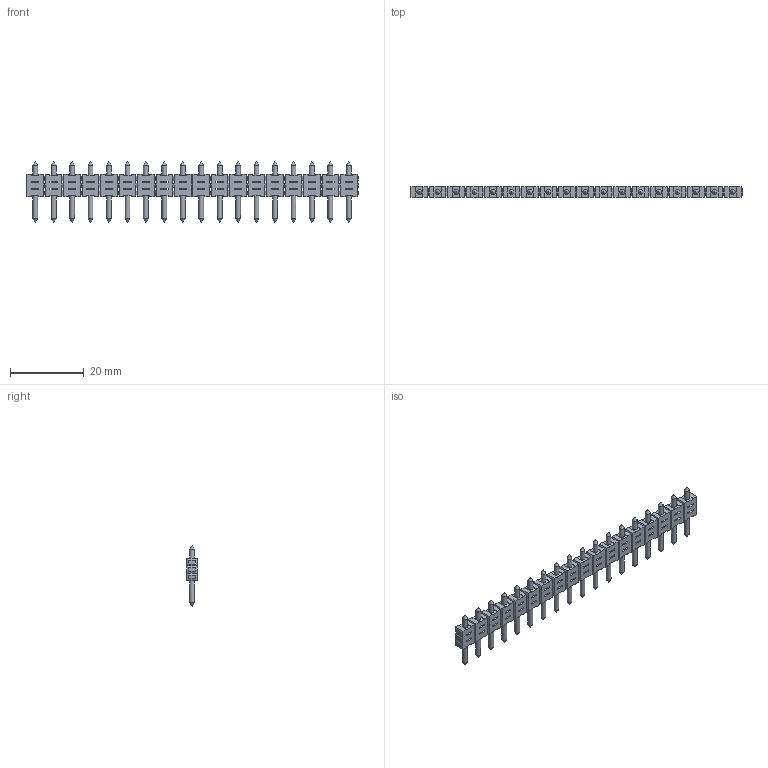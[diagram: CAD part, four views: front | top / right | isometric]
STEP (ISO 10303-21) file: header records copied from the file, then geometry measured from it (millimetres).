
FILE_DESCRIPTION(('STEP AP214'),'1');
FILE_NAME('PVST18-5.stp','2018-11-21T10:24:09',(' '),(' '),'Spatial InterOp 3D',' ',' ');
FILE_SCHEMA(('AUTOMOTIVE_DESIGN { 1 0 10303 214 1 1 1 1 }'));
Length unit declared in the file: metre
Products named in the file (1): 1
Bounding box: 90 x 2.8 x 16.5 mm (x, y, z)
Volume: 1582.9 mm3; surface area: 2990.4 mm2
Topology: 1 solids, 1 shells, 906 faces, 2334 edges, 1362 vertices
Faces by surface type: plane 798, cylinder 72, cone 36
Full cylindrical faces by diameter (mm): 1.3 x72
Entity records: 32485 total; most frequent: CARTESIAN_POINT 4279, ORIENTED_EDGE 4200, DIRECTION 4058, EDGE_CURVE 2100, LINE 1956, VECTOR 1956, VERTEX_POINT 1272, EDGE_LOOP 1158
